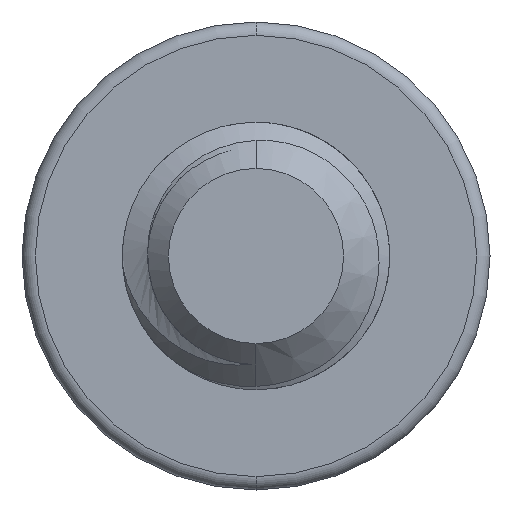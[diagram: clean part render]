
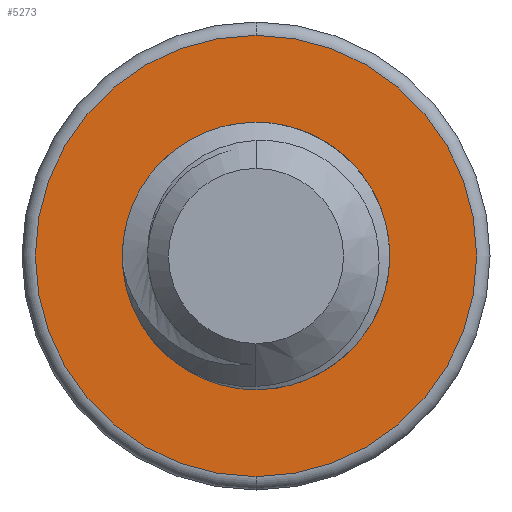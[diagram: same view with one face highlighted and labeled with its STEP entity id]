
A CAD part, front view. The second image highlights one B-rep face of the part: STEP entity #5273.
In plain terms, the highlighted planar face has unit normal (0, -1, 0).
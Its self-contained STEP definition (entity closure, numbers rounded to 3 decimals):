
#18 = FACE_OUTER_BOUND ( 'NONE', #1817, .T. ) ;
#452 = VERTEX_POINT ( 'NONE', #1061 ) ;
#476 = EDGE_CURVE ( 'NONE', #452, #955, #6029, .T. ) ;
#955 = VERTEX_POINT ( 'NONE', #4217 ) ;
#967 = AXIS2_PLACEMENT_3D ( 'NONE', #3353, #5331, #3809 ) ;
#1021 = ORIENTED_EDGE ( 'NONE', *, *, #2451, .T. ) ;
#1061 = CARTESIAN_POINT ( 'NONE',  ( 0., 30., 3.3 ) ) ;
#1619 = ORIENTED_EDGE ( 'NONE', *, *, #4614, .T. ) ;
#1817 = EDGE_LOOP ( 'NONE', ( #1992, #1021 ) ) ;
#1992 = ORIENTED_EDGE ( 'NONE', *, *, #476, .T. ) ;
#2028 = AXIS2_PLACEMENT_3D ( 'NONE', #3528, #2177, #2051 ) ;
#2051 = DIRECTION ( 'NONE',  ( 0., 0., 1. ) ) ;
#2106 = DIRECTION ( 'NONE',  ( 0., 0., 1. ) ) ;
#2136 = PLANE ( 'NONE',  #5749 ) ;
#2177 = DIRECTION ( 'NONE',  ( 0., 1., 0. ) ) ;
#2204 = EDGE_CURVE ( 'NONE', #2467, #3066, #3959, .T. ) ;
#2216 = ORIENTED_EDGE ( 'NONE', *, *, #2204, .T. ) ;
#2377 = CARTESIAN_POINT ( 'NONE',  ( 0., 30., 2. ) ) ;
#2451 = EDGE_CURVE ( 'NONE', #955, #452, #3755, .T. ) ;
#2467 = VERTEX_POINT ( 'NONE', #2377 ) ;
#2584 = CARTESIAN_POINT ( 'NONE',  ( 0., 30., 0. ) ) ;
#2786 = CARTESIAN_POINT ( 'NONE',  ( 0., 30., -2. ) ) ;
#3000 = DIRECTION ( 'NONE',  ( 0., -1., 0. ) ) ;
#3066 = VERTEX_POINT ( 'NONE', #2786 ) ;
#3353 = CARTESIAN_POINT ( 'NONE',  ( 0., 30., 0. ) ) ;
#3528 = CARTESIAN_POINT ( 'NONE',  ( 0., 30., 0. ) ) ;
#3704 = EDGE_LOOP ( 'NONE', ( #1619, #2216 ) ) ;
#3755 = CIRCLE ( 'NONE', #5820, 3.3 ) ;
#3809 = DIRECTION ( 'NONE',  ( 0., 0., 1. ) ) ;
#3935 = DIRECTION ( 'NONE',  ( 0., 0., 1. ) ) ;
#3959 = CIRCLE ( 'NONE', #967, 2. ) ;
#3968 = DIRECTION ( 'NONE',  ( 0., -1., 0. ) ) ;
#3991 = CIRCLE ( 'NONE', #2028, 2. ) ;
#4217 = CARTESIAN_POINT ( 'NONE',  ( 0., 30., -3.3 ) ) ;
#4519 = CARTESIAN_POINT ( 'NONE',  ( 0., 30., 0. ) ) ;
#4555 = DIRECTION ( 'NONE',  ( 0., 1., 0. ) ) ;
#4614 = EDGE_CURVE ( 'NONE', #3066, #2467, #3991, .T. ) ;
#5056 = FACE_BOUND ( 'NONE', #3704, .T. ) ;
#5273 = ADVANCED_FACE ( 'NONE', ( #18, #5056 ), #2136, .F. ) ;
#5307 = AXIS2_PLACEMENT_3D ( 'NONE', #4519, #3000, #5556 ) ;
#5331 = DIRECTION ( 'NONE',  ( 0., 1., 0. ) ) ;
#5479 = CARTESIAN_POINT ( 'NONE',  ( 0., 30., 0. ) ) ;
#5556 = DIRECTION ( 'NONE',  ( 0., 0., 1. ) ) ;
#5749 = AXIS2_PLACEMENT_3D ( 'NONE', #2584, #4555, #2106 ) ;
#5820 = AXIS2_PLACEMENT_3D ( 'NONE', #5479, #3968, #3935 ) ;
#6029 = CIRCLE ( 'NONE', #5307, 3.3 ) ;
